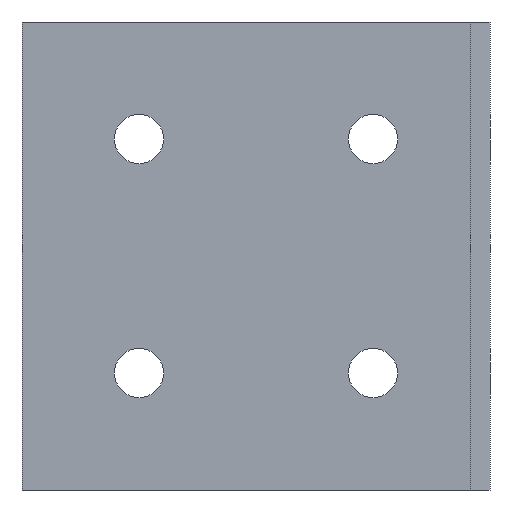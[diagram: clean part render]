
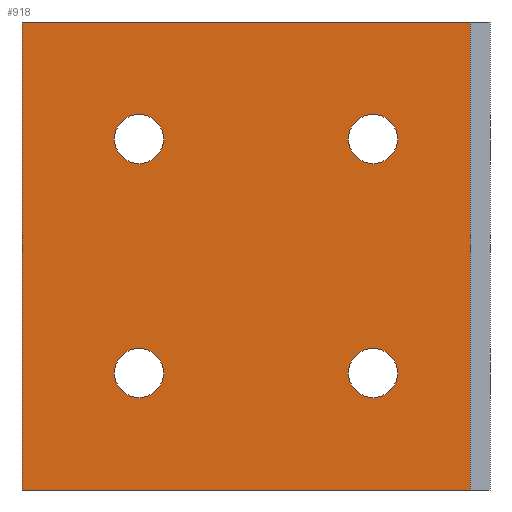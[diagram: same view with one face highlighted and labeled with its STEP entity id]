
A CAD part, left-side view. The second image highlights one B-rep face of the part: STEP entity #918.
In plain terms, the highlighted planar face has unit normal (-1, 0, 0).
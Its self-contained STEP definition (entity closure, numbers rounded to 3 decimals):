
#31=PLANE('',#1045);
#68=FACE_BOUND('',#165,.T.);
#69=FACE_BOUND('',#166,.T.);
#70=FACE_BOUND('',#167,.T.);
#71=FACE_BOUND('',#168,.T.);
#110=FACE_OUTER_BOUND('',#164,.T.);
#164=EDGE_LOOP('',(#834,#835,#836,#837));
#165=EDGE_LOOP('',(#838,#839));
#166=EDGE_LOOP('',(#840,#841));
#167=EDGE_LOOP('',(#842,#843));
#168=EDGE_LOOP('',(#844,#845));
#219=LINE('',#1765,#272);
#226=LINE('',#1786,#279);
#240=LINE('',#1817,#293);
#241=LINE('',#1819,#294);
#272=VECTOR('',#1257,10.);
#279=VECTOR('',#1274,10.);
#293=VECTOR('',#1310,10.);
#294=VECTOR('',#1313,10.);
#303=CIRCLE('',#953,4.2);
#304=CIRCLE('',#954,4.2);
#309=CIRCLE('',#968,4.2);
#310=CIRCLE('',#969,4.2);
#321=CIRCLE('',#997,4.2);
#322=CIRCLE('',#998,4.2);
#327=CIRCLE('',#1011,4.2);
#328=CIRCLE('',#1012,4.2);
#362=VERTEX_POINT('',#1533);
#363=VERTEX_POINT('',#1535);
#376=VERTEX_POINT('',#1580);
#377=VERTEX_POINT('',#1582);
#403=VERTEX_POINT('',#1682);
#404=VERTEX_POINT('',#1684);
#414=VERTEX_POINT('',#1717);
#415=VERTEX_POINT('',#1719);
#426=VERTEX_POINT('',#1763);
#427=VERTEX_POINT('',#1764);
#436=VERTEX_POINT('',#1785);
#442=VERTEX_POINT('',#1815);
#467=EDGE_CURVE('',#363,#362,#303,.T.);
#468=EDGE_CURVE('',#362,#363,#304,.T.);
#483=EDGE_CURVE('',#377,#376,#309,.T.);
#484=EDGE_CURVE('',#376,#377,#310,.T.);
#520=EDGE_CURVE('',#404,#403,#321,.T.);
#521=EDGE_CURVE('',#403,#404,#322,.T.);
#534=EDGE_CURVE('',#415,#414,#327,.T.);
#535=EDGE_CURVE('',#414,#415,#328,.T.);
#553=EDGE_CURVE('',#426,#427,#219,.T.);
#564=EDGE_CURVE('',#436,#427,#226,.T.);
#580=EDGE_CURVE('',#426,#442,#240,.T.);
#581=EDGE_CURVE('',#436,#442,#241,.T.);
#834=ORIENTED_EDGE('',*,*,#580,.T.);
#835=ORIENTED_EDGE('',*,*,#581,.F.);
#836=ORIENTED_EDGE('',*,*,#564,.T.);
#837=ORIENTED_EDGE('',*,*,#553,.F.);
#838=ORIENTED_EDGE('',*,*,#467,.T.);
#839=ORIENTED_EDGE('',*,*,#468,.T.);
#840=ORIENTED_EDGE('',*,*,#483,.T.);
#841=ORIENTED_EDGE('',*,*,#484,.T.);
#842=ORIENTED_EDGE('',*,*,#520,.T.);
#843=ORIENTED_EDGE('',*,*,#521,.T.);
#844=ORIENTED_EDGE('',*,*,#534,.T.);
#845=ORIENTED_EDGE('',*,*,#535,.T.);
#918=ADVANCED_FACE('',(#110,#68,#69,#70,#71),#31,.T.);
#953=AXIS2_PLACEMENT_3D('',#1536,#1080,#1081);
#954=AXIS2_PLACEMENT_3D('',#1537,#1082,#1083);
#968=AXIS2_PLACEMENT_3D('',#1583,#1112,#1113);
#969=AXIS2_PLACEMENT_3D('',#1584,#1114,#1115);
#997=AXIS2_PLACEMENT_3D('',#1685,#1184,#1185);
#998=AXIS2_PLACEMENT_3D('',#1686,#1186,#1187);
#1011=AXIS2_PLACEMENT_3D('',#1720,#1214,#1215);
#1012=AXIS2_PLACEMENT_3D('',#1721,#1216,#1217);
#1045=AXIS2_PLACEMENT_3D('',#1818,#1311,#1312);
#1080=DIRECTION('center_axis',(1.,0.,0.));
#1081=DIRECTION('ref_axis',(0.,-1.,0.));
#1082=DIRECTION('center_axis',(1.,0.,0.));
#1083=DIRECTION('ref_axis',(0.,-1.,0.));
#1112=DIRECTION('center_axis',(1.,0.,0.));
#1113=DIRECTION('ref_axis',(0.,-1.,0.));
#1114=DIRECTION('center_axis',(1.,0.,0.));
#1115=DIRECTION('ref_axis',(0.,-1.,0.));
#1184=DIRECTION('center_axis',(1.,0.,0.));
#1185=DIRECTION('ref_axis',(0.,-1.,0.));
#1186=DIRECTION('center_axis',(1.,0.,0.));
#1187=DIRECTION('ref_axis',(0.,-1.,0.));
#1214=DIRECTION('center_axis',(1.,0.,0.));
#1215=DIRECTION('ref_axis',(0.,-1.,0.));
#1216=DIRECTION('center_axis',(1.,0.,0.));
#1217=DIRECTION('ref_axis',(0.,-1.,0.));
#1257=DIRECTION('',(0.,1.,0.));
#1274=DIRECTION('',(0.,0.,-1.));
#1310=DIRECTION('',(0.,0.,1.));
#1311=DIRECTION('center_axis',(-1.,0.,0.));
#1312=DIRECTION('ref_axis',(0.,-1.,0.));
#1313=DIRECTION('',(0.,-1.,0.));
#1533=CARTESIAN_POINT('',(0.,64.2,-20.));
#1535=CARTESIAN_POINT('',(0.,55.8,-20.));
#1536=CARTESIAN_POINT('Origin',(0.,60.,-20.));
#1537=CARTESIAN_POINT('Origin',(0.,60.,-20.));
#1580=CARTESIAN_POINT('',(0.,24.2,-20.));
#1582=CARTESIAN_POINT('',(0.,15.8,-20.));
#1583=CARTESIAN_POINT('Origin',(0.,20.,-20.));
#1584=CARTESIAN_POINT('Origin',(0.,20.,-20.));
#1682=CARTESIAN_POINT('',(0.,64.2,20.));
#1684=CARTESIAN_POINT('',(0.,55.8,20.));
#1685=CARTESIAN_POINT('Origin',(0.,60.,20.));
#1686=CARTESIAN_POINT('Origin',(0.,60.,20.));
#1717=CARTESIAN_POINT('',(0.,24.2,20.));
#1719=CARTESIAN_POINT('',(0.,15.8,20.));
#1720=CARTESIAN_POINT('Origin',(0.,20.,20.));
#1721=CARTESIAN_POINT('Origin',(0.,20.,20.));
#1763=CARTESIAN_POINT('',(0.,3.4,-40.));
#1764=CARTESIAN_POINT('',(0.,80.,-40.));
#1765=CARTESIAN_POINT('',(0.,80.,-40.));
#1785=CARTESIAN_POINT('',(0.,80.,40.));
#1786=CARTESIAN_POINT('',(0.,80.,0.));
#1815=CARTESIAN_POINT('',(0.,3.4,40.));
#1817=CARTESIAN_POINT('',(0.,3.4,0.));
#1818=CARTESIAN_POINT('Origin',(0.,80.,0.));
#1819=CARTESIAN_POINT('',(0.,80.,40.));
